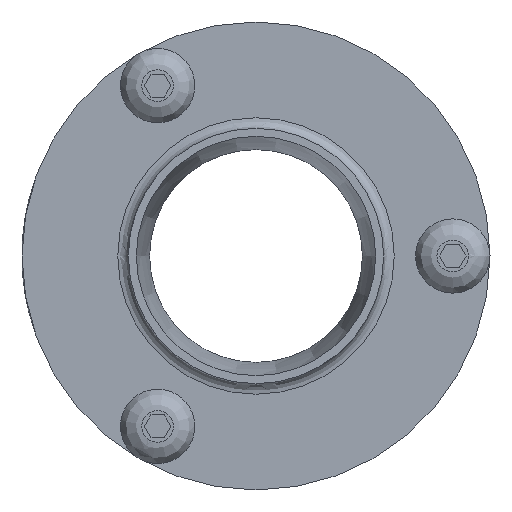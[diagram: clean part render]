
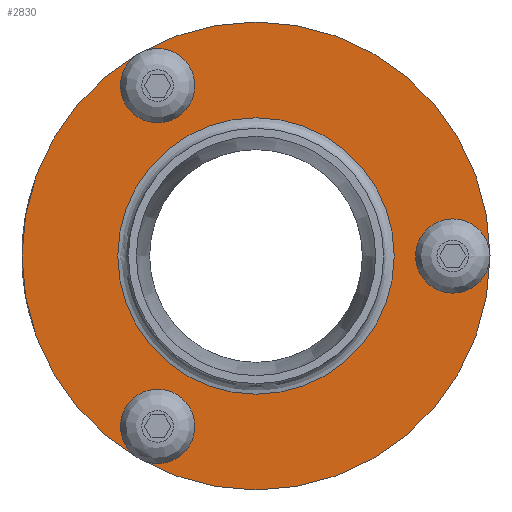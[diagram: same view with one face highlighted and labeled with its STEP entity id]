
A CAD part, left-side view. The second image highlights one B-rep face of the part: STEP entity #2830.
In plain terms, the highlighted planar face has unit normal (-1, 0, 0).
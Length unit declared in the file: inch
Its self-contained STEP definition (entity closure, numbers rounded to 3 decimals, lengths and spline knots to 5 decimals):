
#2547=CARTESIAN_POINT('',(12.21843,11.22635,-0.87945));
#2548=VERTEX_POINT('',#2547);
#2549=CARTESIAN_POINT('',(12.21843,11.2966,-1.00113));
#2550=DIRECTION('',(1.,0.0,0.0));
#2551=DIRECTION('',(0.0,0.5,-0.866));
#2552=AXIS2_PLACEMENT_3D('',#2549,#2550,#2551);
#2553=CIRCLE('',#2552,0.1405);
#2554=EDGE_CURVE('',#2548,#2548,#2553,.T.);
#2575=CARTESIAN_POINT('',(12.21843,11.22635,0.87945));
#2576=VERTEX_POINT('',#2575);
#2577=CARTESIAN_POINT('',(12.21843,11.2966,1.00113));
#2578=DIRECTION('',(1.0,0.0,0.0));
#2579=DIRECTION('',(0.0,0.5,0.866));
#2580=AXIS2_PLACEMENT_3D('',#2577,#2578,#2579);
#2581=CIRCLE('',#2580,0.1405);
#2582=EDGE_CURVE('',#2576,#2576,#2581,.T.);
#2603=CARTESIAN_POINT('',(12.21843,9.7031,0.));
#2604=VERTEX_POINT('',#2603);
#2605=CARTESIAN_POINT('',(12.21843,9.5626,0.));
#2606=DIRECTION('',(1.0,0.0,0.0));
#2607=DIRECTION('',(0.0,-1.0,0.0));
#2608=AXIS2_PLACEMENT_3D('',#2605,#2606,#2607);
#2609=CIRCLE('',#2608,0.1405);
#2610=EDGE_CURVE('',#2604,#2604,#2609,.T.);
#2787=CARTESIAN_POINT('',(12.21843,11.5306,0.0));
#2788=VERTEX_POINT('',#2787);
#2789=CARTESIAN_POINT('',(12.21843,10.7186,0.0));
#2790=DIRECTION('',(1.0,0.0,0.0));
#2791=DIRECTION('',(0.0,1.0,0.0));
#2792=AXIS2_PLACEMENT_3D('',#2789,#2790,#2791);
#2793=CIRCLE('',#2792,0.812);
#2794=EDGE_CURVE('',#2788,#2788,#2793,.T.);
#2802=CARTESIAN_POINT('',(12.21843,11.8121,0.0));
#2803=DIRECTION('',(-1.0,0.0,0.0));
#2804=DIRECTION('',(0.0,0.0,1.0));
#2805=AXIS2_PLACEMENT_3D('',#2802,#2803,#2804);
#2806=PLANE('',#2805);
#2807=CARTESIAN_POINT('',(12.21843,12.0936,0.0));
#2808=VERTEX_POINT('',#2807);
#2809=CARTESIAN_POINT('',(12.21843,10.7186,0.0));
#2810=DIRECTION('',(1.0,0.0,0.0));
#2811=DIRECTION('',(0.0,1.0,0.0));
#2812=AXIS2_PLACEMENT_3D('',#2809,#2810,#2811);
#2813=CIRCLE('',#2812,1.375);
#2814=EDGE_CURVE('',#2808,#2808,#2813,.T.);
#2815=ORIENTED_EDGE('',*,*,#2814,.F.);
#2816=EDGE_LOOP('',(#2815));
#2817=FACE_OUTER_BOUND('',#2816,.T.);
#2818=ORIENTED_EDGE('',*,*,#2554,.T.);
#2819=EDGE_LOOP('',(#2818));
#2820=FACE_BOUND('',#2819,.T.);
#2821=ORIENTED_EDGE('',*,*,#2582,.T.);
#2822=EDGE_LOOP('',(#2821));
#2823=FACE_BOUND('',#2822,.T.);
#2824=ORIENTED_EDGE('',*,*,#2610,.T.);
#2825=EDGE_LOOP('',(#2824));
#2826=FACE_BOUND('',#2825,.T.);
#2827=ORIENTED_EDGE('',*,*,#2794,.T.);
#2828=EDGE_LOOP('',(#2827));
#2829=FACE_BOUND('',#2828,.T.);
#2830=ADVANCED_FACE('',(#2817,#2820,#2823,#2826,#2829),#2806,.T.);
